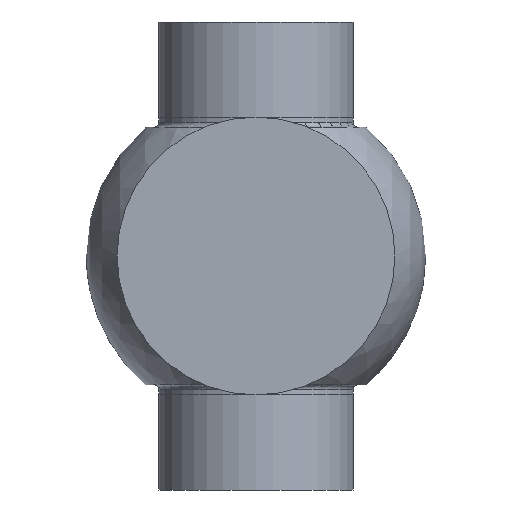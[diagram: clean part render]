
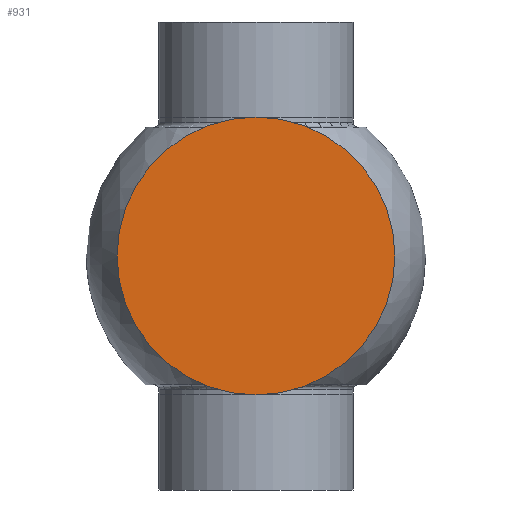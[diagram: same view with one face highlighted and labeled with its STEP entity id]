
A CAD part, front view. The second image highlights one B-rep face of the part: STEP entity #931.
In plain terms, the highlighted planar face has unit normal (0, -1, 0).
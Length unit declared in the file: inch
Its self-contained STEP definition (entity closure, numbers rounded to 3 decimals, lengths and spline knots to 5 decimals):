
#54 = PLANE ( 'NONE',  #900 ) ;
#119 = DIRECTION ( 'NONE',  ( 0., 1., 0. ) ) ;
#129 = DIRECTION ( 'NONE',  ( 0., 1., 0. ) ) ;
#144 = VERTEX_POINT ( 'NONE', #784 ) ;
#188 = CARTESIAN_POINT ( 'NONE',  ( 0., -1.815, 0. ) ) ;
#278 = DIRECTION ( 'NONE',  ( 0., 0., 1. ) ) ;
#300 = EDGE_CURVE ( 'NONE', #144, #1016, #1101, .T. ) ;
#339 = ORIENTED_EDGE ( 'NONE', *, *, #300, .F. ) ;
#354 = EDGE_CURVE ( 'NONE', #1016, #144, #382, .T. ) ;
#376 = EDGE_LOOP ( 'NONE', ( #617, #339 ) ) ;
#382 = CIRCLE ( 'NONE', #455, 1.7895 ) ;
#455 = AXIS2_PLACEMENT_3D ( 'NONE', #664, #119, #775 ) ;
#617 = ORIENTED_EDGE ( 'NONE', *, *, #354, .F. ) ;
#664 = CARTESIAN_POINT ( 'NONE',  ( 0., -1.815, 0. ) ) ;
#775 = DIRECTION ( 'NONE',  ( 0., 0., 1. ) ) ;
#784 = CARTESIAN_POINT ( 'NONE',  ( 0., -1.815, -1.7895 ) ) ;
#843 = DIRECTION ( 'NONE',  ( 0., 1., 0. ) ) ;
#900 = AXIS2_PLACEMENT_3D ( 'NONE', #1166, #129, #934 ) ;
#931 = ADVANCED_FACE ( 'NONE', ( #1021 ), #54, .F. ) ;
#934 = DIRECTION ( 'NONE',  ( 0., 0., 1. ) ) ;
#1016 = VERTEX_POINT ( 'NONE', #1126 ) ;
#1021 = FACE_OUTER_BOUND ( 'NONE', #376, .T. ) ;
#1067 = AXIS2_PLACEMENT_3D ( 'NONE', #188, #843, #278 ) ;
#1101 = CIRCLE ( 'NONE', #1067, 1.7895 ) ;
#1126 = CARTESIAN_POINT ( 'NONE',  ( 0., -1.815, 1.7895 ) ) ;
#1166 = CARTESIAN_POINT ( 'NONE',  ( 0., -1.815, -1.7895 ) ) ;
